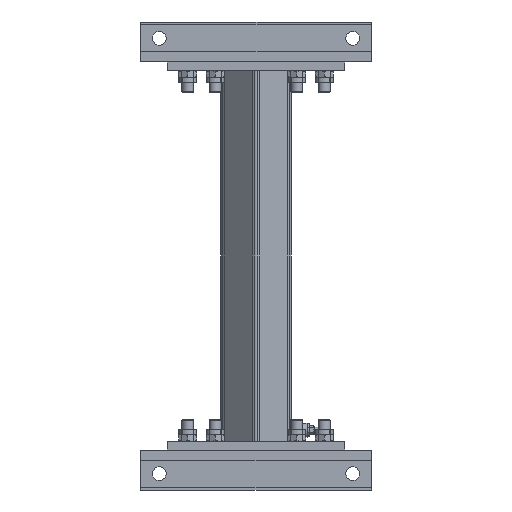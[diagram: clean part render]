
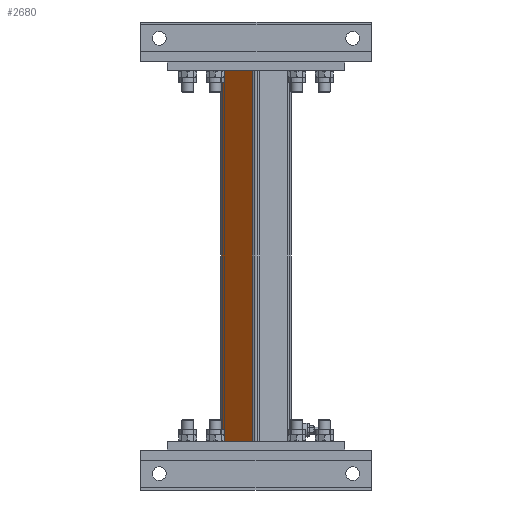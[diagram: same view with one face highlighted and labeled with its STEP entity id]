
A CAD part, left-side view. The second image highlights one B-rep face of the part: STEP entity #2680.
In plain terms, the highlighted face is planar.
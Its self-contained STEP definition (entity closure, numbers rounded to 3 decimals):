
#2680=ADVANCED_FACE('',(#4897),#4898,.T.);
#4897=FACE_OUTER_BOUND('',#7285,.T.);
#4898=PLANE('',#7286);
#7285=EDGE_LOOP('',(#10655,#10656,#10657,#10658));
#7286=AXIS2_PLACEMENT_3D('',#10659,#10660,#10661);
#10655=ORIENTED_EDGE('',*,*,#14808,.T.);
#10656=ORIENTED_EDGE('',*,*,#14809,.F.);
#10657=ORIENTED_EDGE('',*,*,#14810,.T.);
#10658=ORIENTED_EDGE('',*,*,#14371,.T.);
#10659=CARTESIAN_POINT('',(60.,0.,0.));
#10660=DIRECTION('',(1.,0.,0.));
#10661=DIRECTION('',(0.,1.,0.));
#14371=EDGE_CURVE('',#16708,#16706,#16709,.T.);
#14808=EDGE_CURVE('',#16706,#17364,#17365,.T.);
#14809=EDGE_CURVE('',#17366,#17364,#17367,.T.);
#14810=EDGE_CURVE('',#17366,#16708,#17368,.T.);
#16706=VERTEX_POINT('',#21149);
#16708=VERTEX_POINT('',#21151);
#16709=LINE('',#21152,#21153);
#17364=VERTEX_POINT('',#22556);
#17365=LINE('',#22557,#22558);
#17366=VERTEX_POINT('',#22559);
#17367=LINE('',#22560,#22561);
#17368=LINE('',#22562,#22563);
#21149=CARTESIAN_POINT('',(60.,48.,835.));
#21151=CARTESIAN_POINT('',(60.,48.,0.));
#21152=CARTESIAN_POINT('',(60.,48.,0.));
#21153=VECTOR('',#25865,1.);
#22556=CARTESIAN_POINT('',(60.,-48.,835.));
#22557=CARTESIAN_POINT('',(60.,-48.,835.));
#22558=VECTOR('',#26398,1.);
#22559=CARTESIAN_POINT('',(60.,-48.,0.));
#22560=CARTESIAN_POINT('',(60.,-48.,0.));
#22561=VECTOR('',#26399,1.);
#22562=CARTESIAN_POINT('',(60.,-48.,0.));
#22563=VECTOR('',#26400,1.);
#25865=DIRECTION('',(0.,0.,1.));
#26398=DIRECTION('',(0.,-1.,0.));
#26399=DIRECTION('',(0.,0.,1.));
#26400=DIRECTION('',(0.,1.,0.));
